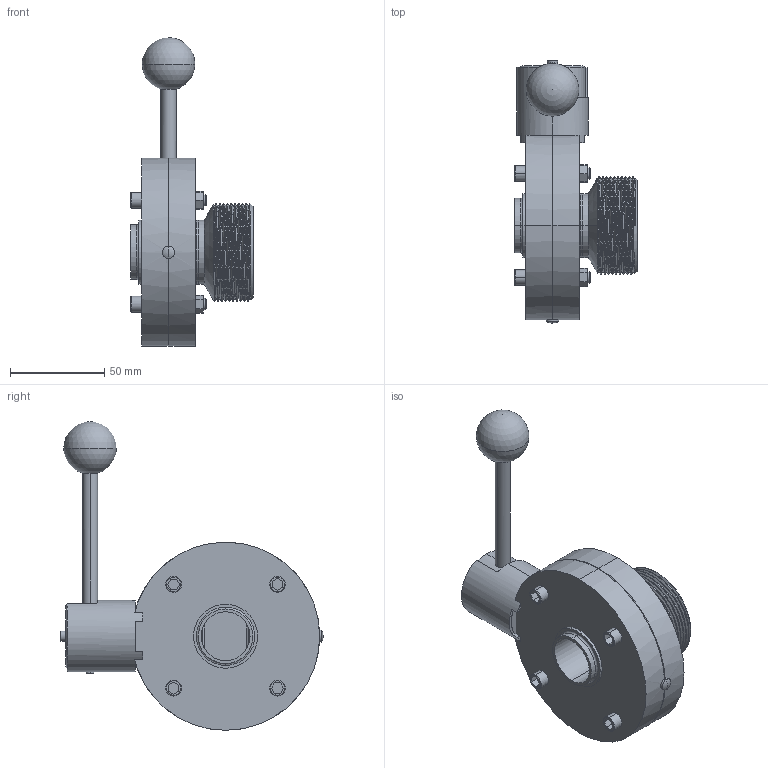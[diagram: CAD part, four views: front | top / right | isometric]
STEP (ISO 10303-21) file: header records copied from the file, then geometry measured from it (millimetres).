
FILE_DESCRIPTION (( 'STEP AP203' ), '1' );
FILE_NAME ('3D-M4302_DN25_174451270_174451305.STEP', '2024-09-18T10:55:47', ( '' ), ( '' ), 'SwSTEP 2.0', 'SolidWorks 2024', '' );
FILE_SCHEMA (( 'CONFIG_CONTROL_DESIGN' ));
Length unit declared in the file: millimetre
Products named in the file (1): 3D-M4302_DN25_174451270_174451305
Bounding box: 65 x 139.3 x 164 mm (x, y, z)
Volume: 296455.7 mm3; surface area: 63302.4 mm2
Topology: 5 solids, 5 shells, 254 faces, 625 edges, 400 vertices
Faces by surface type: plane 118, cylinder 90, cone 23, torus 16, sphere 4, bspline 3
Entity records: 10246 total; most frequent: CARTESIAN_POINT 4247, DIRECTION 1232, ORIENTED_EDGE 1232, EDGE_CURVE 616, AXIS2_PLACEMENT_3D 455, VERTEX_POINT 397, VECTOR 322, LINE 322
